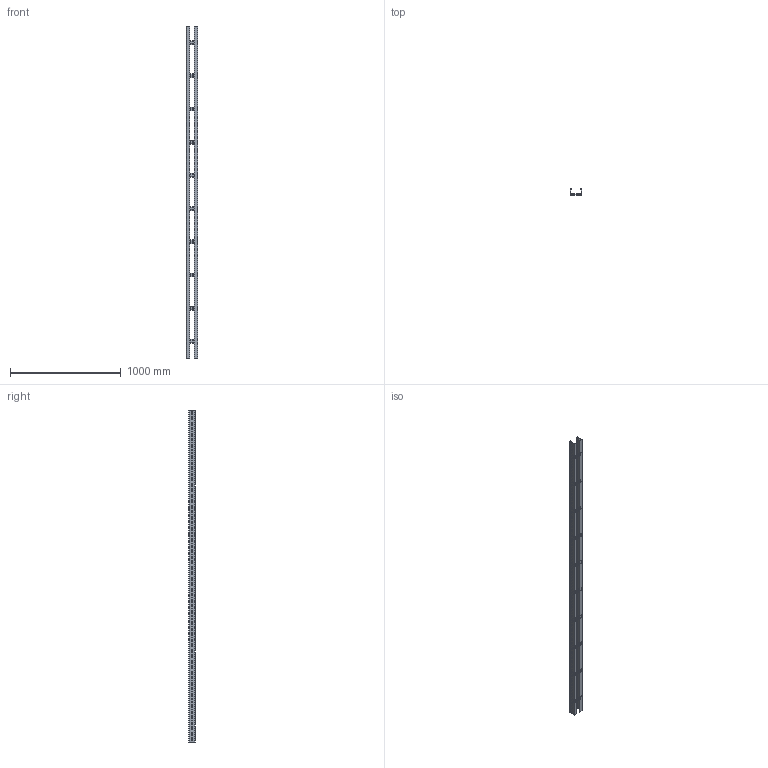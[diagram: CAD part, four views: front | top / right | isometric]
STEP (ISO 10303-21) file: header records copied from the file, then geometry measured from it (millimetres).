
FILE_DESCRIPTION((''),'2;1');
FILE_NAME('465410_PRT','2018-10-27T19:17:11',('tomasz.grudniewski'),(''),'CREO PARAMETRIC BY PTC INC, 2018260','CREO PARAMETRIC BY PTC INC, 2018260','');
FILE_SCHEMA(('CONFIG_CONTROL_DESIGN'));
Length unit declared in the file: millimetre
Products named in the file (1): 465410_PRT
Bounding box: 100 x 60 x 3000 mm (x, y, z)
Volume: 970029.2 mm3; surface area: 1315090.2 mm2
Topology: 1 solids, 1 shells, 696 faces, 2256 edges, 1464 vertices
Faces by surface type: plane 604, cylinder 92
Entity records: 24998 total; most frequent: ORIENTED_EDGE 4512, CARTESIAN_POINT 4416, DIRECTION 3832, EDGE_CURVE 2256, VECTOR 2072, LINE 2072, VERTEX_POINT 1464, EDGE_LOOP 936
